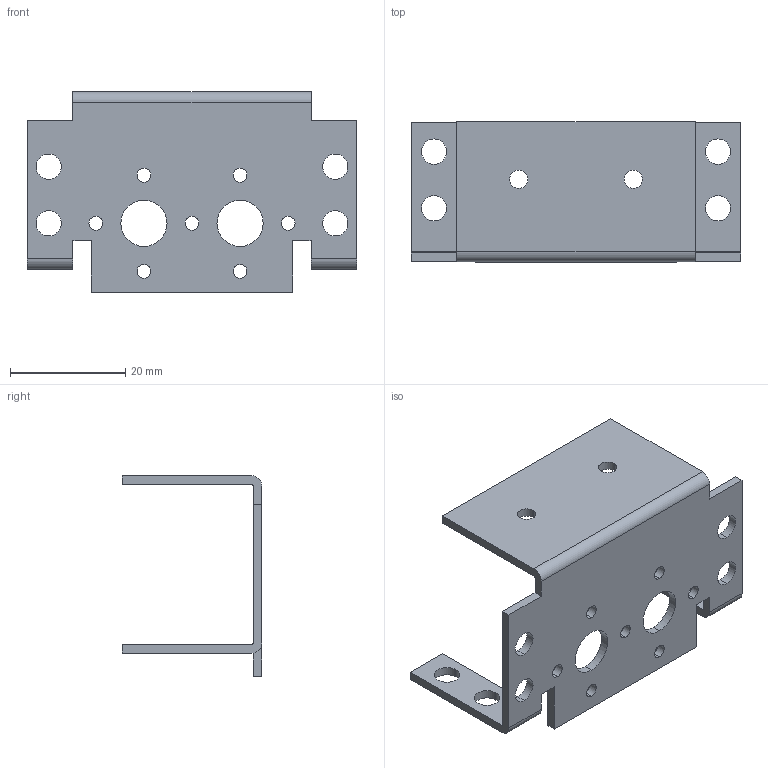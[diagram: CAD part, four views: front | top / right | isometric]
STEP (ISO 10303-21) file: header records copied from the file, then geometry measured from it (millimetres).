
FILE_DESCRIPTION (( 'STEP AP214' ), '1' );
FILE_NAME ('asb-04.STEP', '2006-08-23T16:50:09', ( 'Chris Montana' ), ( 'Home' ), 'SwSTEP 2.0', 'SolidWorks 2005204', '' );
FILE_SCHEMA (( 'AUTOMOTIVE_DESIGN' ));
Length unit declared in the file: inch
Products named in the file (1): asb-04
Bounding box: 57.15 x 24.21 x 34.72 mm (x, y, z)
Volume: 4250.6 mm3; surface area: 6446.3 mm2
Topology: 1 solids, 1 shells, 68 faces, 198 edges, 132 vertices
Faces by surface type: cylinder 44, plane 24
Entity records: 2393 total; most frequent: DIRECTION 424, CARTESIAN_POINT 399, ORIENTED_EDGE 396, EDGE_CURVE 198, AXIS2_PLACEMENT_3D 157, VERTEX_POINT 132, VECTOR 110, LINE 110
